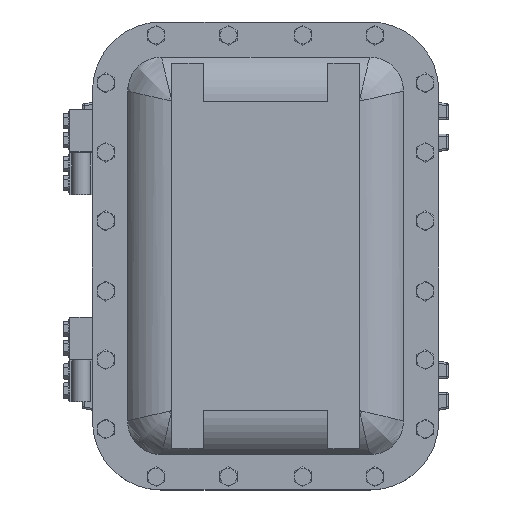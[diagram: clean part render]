
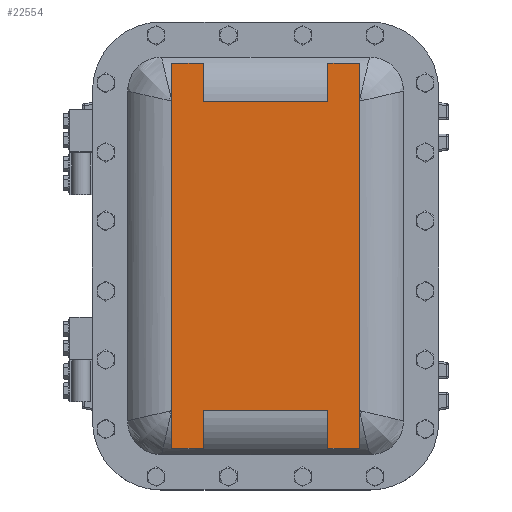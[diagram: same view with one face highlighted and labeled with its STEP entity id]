
A CAD part, top view. The second image highlights one B-rep face of the part: STEP entity #22554.
In plain terms, the highlighted face is planar.
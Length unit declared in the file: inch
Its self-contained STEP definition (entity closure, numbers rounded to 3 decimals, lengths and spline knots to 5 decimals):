
#59 = VERTEX_POINT ( 'NONE', #26422 ) ;
#109 = VECTOR ( 'NONE', #10446, 39.37008 ) ;
#648 = CARTESIAN_POINT ( 'NONE',  ( 4.531, 5.08327, -1.44 ) ) ;
#1318 = ORIENTED_EDGE ( 'NONE', *, *, #8955, .T. ) ;
#1566 = CARTESIAN_POINT ( 'NONE',  ( -2.04827, 6.531, -1.44 ) ) ;
#1630 = CARTESIAN_POINT ( 'NONE',  ( 3.08327, 6.531, -1.44 ) ) ;
#1632 = CARTESIAN_POINT ( 'NONE',  ( -3.08327, 6.531, -1.44 ) ) ;
#1729 = DIRECTION ( 'NONE',  ( 0., 1., 0. ) ) ;
#1808 = DIRECTION ( 'NONE',  ( 0., -1., 0. ) ) ;
#2130 = CARTESIAN_POINT ( 'NONE',  ( 3.08327, 5.08327, -1.44 ) ) ;
#2393 = VECTOR ( 'NONE', #12809, 39.37008 ) ;
#2433 = EDGE_CURVE ( 'NONE', #22702, #13289, #17677, .T. ) ;
#2712 = CARTESIAN_POINT ( 'NONE',  ( -2.04827, -6.325, -1.44 ) ) ;
#2927 = CARTESIAN_POINT ( 'NONE',  ( -3.08327, -5.08327, -1.44 ) ) ;
#2972 = DIRECTION ( 'NONE',  ( -1., 0., 0. ) ) ;
#3761 = VERTEX_POINT ( 'NONE', #15271 ) ;
#3895 = EDGE_CURVE ( 'NONE', #59, #15609, #24532, .T. ) ;
#4083 = LINE ( 'NONE', #23734, #21521 ) ;
#4414 = DIRECTION ( 'NONE',  ( 0., 0., -1. ) ) ;
#4688 = DIRECTION ( 'NONE',  ( 0., 1., 0. ) ) ;
#4692 = VECTOR ( 'NONE', #1808, 39.37008 ) ;
#4728 = CARTESIAN_POINT ( 'NONE',  ( -3.08327, 5.08327, -1.44 ) ) ;
#5065 = DIRECTION ( 'NONE',  ( 1., 0., 0. ) ) ;
#5502 = VECTOR ( 'NONE', #16914, 39.37008 ) ;
#6343 = CARTESIAN_POINT ( 'NONE',  ( 3.08327, 6.325, -1.44 ) ) ;
#6513 = EDGE_CURVE ( 'NONE', #9168, #10748, #7636, .T. ) ;
#6710 = VERTEX_POINT ( 'NONE', #11483 ) ;
#6774 = LINE ( 'NONE', #1630, #16968 ) ;
#6901 = LINE ( 'NONE', #1566, #5502 ) ;
#7062 = VECTOR ( 'NONE', #11418, 39.37008 ) ;
#7261 = ORIENTED_EDGE ( 'NONE', *, *, #18392, .T. ) ;
#7597 = VECTOR ( 'NONE', #23014, 39.37008 ) ;
#7636 = LINE ( 'NONE', #28098, #2393 ) ;
#8428 = VERTEX_POINT ( 'NONE', #12802 ) ;
#8634 = EDGE_LOOP ( 'NONE', ( #13742, #15899, #18905, #9602, #11176, #25969, #22204, #16481, #15337, #19244, #8860, #1318, #22951, #7261, #11868, #15480 ) ) ;
#8722 = VERTEX_POINT ( 'NONE', #11568 ) ;
#8860 = ORIENTED_EDGE ( 'NONE', *, *, #13888, .T. ) ;
#8955 = EDGE_CURVE ( 'NONE', #3761, #20333, #14062, .T. ) ;
#9082 = EDGE_CURVE ( 'NONE', #15609, #15647, #6901, .T. ) ;
#9168 = VERTEX_POINT ( 'NONE', #19497 ) ;
#9602 = ORIENTED_EDGE ( 'NONE', *, *, #23295, .T. ) ;
#9762 = VECTOR ( 'NONE', #4688, 39.37008 ) ;
#9882 = CARTESIAN_POINT ( 'NONE',  ( -3.08327, -6.325, -1.44 ) ) ;
#10446 = DIRECTION ( 'NONE',  ( -1., 0., 0. ) ) ;
#10621 = DIRECTION ( 'NONE',  ( -1., 0., 0. ) ) ;
#10671 = LINE ( 'NONE', #19746, #21577 ) ;
#10714 = CARTESIAN_POINT ( 'NONE',  ( 4.531, 6.325, -1.44 ) ) ;
#10748 = VERTEX_POINT ( 'NONE', #27389 ) ;
#10991 = VECTOR ( 'NONE', #5065, 39.37008 ) ;
#11123 = CARTESIAN_POINT ( 'NONE',  ( 4.531, 6.325, -1.44 ) ) ;
#11176 = ORIENTED_EDGE ( 'NONE', *, *, #17085, .T. ) ;
#11408 = EDGE_CURVE ( 'NONE', #13289, #59, #28339, .T. ) ;
#11418 = DIRECTION ( 'NONE',  ( 1., 0., 0. ) ) ;
#11483 = CARTESIAN_POINT ( 'NONE',  ( 3.08327, -6.325, -1.44 ) ) ;
#11568 = CARTESIAN_POINT ( 'NONE',  ( 3.08327, -5.08327, -1.44 ) ) ;
#11868 = ORIENTED_EDGE ( 'NONE', *, *, #2433, .T. ) ;
#12524 = EDGE_CURVE ( 'NONE', #8722, #6710, #10671, .T. ) ;
#12590 = LINE ( 'NONE', #25776, #109 ) ;
#12770 = FACE_OUTER_BOUND ( 'NONE', #8634, .T. ) ;
#12802 = CARTESIAN_POINT ( 'NONE',  ( 2.04827, 6.325, -1.44 ) ) ;
#12809 = DIRECTION ( 'NONE',  ( 0., 1., 0. ) ) ;
#13012 = VECTOR ( 'NONE', #2972, 39.37008 ) ;
#13289 = VERTEX_POINT ( 'NONE', #4728 ) ;
#13742 = ORIENTED_EDGE ( 'NONE', *, *, #3895, .T. ) ;
#13861 = CARTESIAN_POINT ( 'NONE',  ( -2.04827, 5.08327, -1.44 ) ) ;
#13888 = EDGE_CURVE ( 'NONE', #10748, #3761, #4083, .T. ) ;
#14062 = LINE ( 'NONE', #18651, #7597 ) ;
#14208 = CARTESIAN_POINT ( 'NONE',  ( -3.08327, 6.531, -1.44 ) ) ;
#15016 = VERTEX_POINT ( 'NONE', #6343 ) ;
#15105 = VERTEX_POINT ( 'NONE', #2130 ) ;
#15271 = CARTESIAN_POINT ( 'NONE',  ( -2.04827, -5.08327, -1.44 ) ) ;
#15337 = ORIENTED_EDGE ( 'NONE', *, *, #28352, .T. ) ;
#15480 = ORIENTED_EDGE ( 'NONE', *, *, #11408, .T. ) ;
#15609 = VERTEX_POINT ( 'NONE', #24713 ) ;
#15647 = VERTEX_POINT ( 'NONE', #13861 ) ;
#15899 = ORIENTED_EDGE ( 'NONE', *, *, #9082, .T. ) ;
#16090 = CARTESIAN_POINT ( 'NONE',  ( 4.531, -6.325, -1.44 ) ) ;
#16294 = VERTEX_POINT ( 'NONE', #27417 ) ;
#16481 = ORIENTED_EDGE ( 'NONE', *, *, #12524, .T. ) ;
#16819 = VECTOR ( 'NONE', #24617, 39.37008 ) ;
#16914 = DIRECTION ( 'NONE',  ( 0., -1., 0. ) ) ;
#16966 = VECTOR ( 'NONE', #1729, 39.37008 ) ;
#16968 = VECTOR ( 'NONE', #21385, 39.37008 ) ;
#17085 = EDGE_CURVE ( 'NONE', #8428, #15016, #25935, .T. ) ;
#17110 = CARTESIAN_POINT ( 'NONE',  ( 4.531, 6.531, -1.44 ) ) ;
#17170 = CARTESIAN_POINT ( 'NONE',  ( 3.08327, 6.531, -1.44 ) ) ;
#17337 = LINE ( 'NONE', #26828, #16819 ) ;
#17500 = PLANE ( 'NONE',  #22091 ) ;
#17677 = LINE ( 'NONE', #1632, #16966 ) ;
#18392 = EDGE_CURVE ( 'NONE', #22730, #22702, #27251, .T. ) ;
#18651 = CARTESIAN_POINT ( 'NONE',  ( -2.04827, 6.531, -1.44 ) ) ;
#18905 = ORIENTED_EDGE ( 'NONE', *, *, #25319, .T. ) ;
#19244 = ORIENTED_EDGE ( 'NONE', *, *, #6513, .T. ) ;
#19497 = CARTESIAN_POINT ( 'NONE',  ( 2.04827, -6.325, -1.44 ) ) ;
#19699 = DIRECTION ( 'NONE',  ( -1., 0., 0. ) ) ;
#19746 = CARTESIAN_POINT ( 'NONE',  ( 3.08327, 6.531, -1.44 ) ) ;
#19966 = CARTESIAN_POINT ( 'NONE',  ( -3.08327, 6.531, -1.44 ) ) ;
#20333 = VERTEX_POINT ( 'NONE', #2712 ) ;
#21385 = DIRECTION ( 'NONE',  ( 0., -1., 0. ) ) ;
#21521 = VECTOR ( 'NONE', #10621, 39.37008 ) ;
#21577 = VECTOR ( 'NONE', #21859, 39.37008 ) ;
#21859 = DIRECTION ( 'NONE',  ( 0., -1., 0. ) ) ;
#22091 = AXIS2_PLACEMENT_3D ( 'NONE', #17110, #4414, #19699 ) ;
#22204 = ORIENTED_EDGE ( 'NONE', *, *, #28428, .T. ) ;
#22531 = VECTOR ( 'NONE', #25184, 39.37008 ) ;
#22554 = ADVANCED_FACE ( 'NONE', ( #12770 ), #17500, .T. ) ;
#22702 = VERTEX_POINT ( 'NONE', #2927 ) ;
#22730 = VERTEX_POINT ( 'NONE', #9882 ) ;
#22951 = ORIENTED_EDGE ( 'NONE', *, *, #25886, .T. ) ;
#23014 = DIRECTION ( 'NONE',  ( 0., -1., 0. ) ) ;
#23295 = EDGE_CURVE ( 'NONE', #16294, #8428, #17337, .T. ) ;
#23734 = CARTESIAN_POINT ( 'NONE',  ( 4.531, -5.08327, -1.44 ) ) ;
#23831 = DIRECTION ( 'NONE',  ( 1., 0., 0. ) ) ;
#24532 = LINE ( 'NONE', #11123, #7062 ) ;
#24617 = DIRECTION ( 'NONE',  ( 0., 1., 0. ) ) ;
#24713 = CARTESIAN_POINT ( 'NONE',  ( -2.04827, 6.325, -1.44 ) ) ;
#25184 = DIRECTION ( 'NONE',  ( 0., 1., 0. ) ) ;
#25251 = VECTOR ( 'NONE', #23831, 39.37008 ) ;
#25319 = EDGE_CURVE ( 'NONE', #15647, #16294, #27753, .T. ) ;
#25377 = LINE ( 'NONE', #16090, #13012 ) ;
#25776 = CARTESIAN_POINT ( 'NONE',  ( 4.531, -6.325, -1.44 ) ) ;
#25886 = EDGE_CURVE ( 'NONE', #20333, #22730, #25377, .T. ) ;
#25935 = LINE ( 'NONE', #10714, #25251 ) ;
#25969 = ORIENTED_EDGE ( 'NONE', *, *, #28362, .T. ) ;
#26422 = CARTESIAN_POINT ( 'NONE',  ( -3.08327, 6.325, -1.44 ) ) ;
#26828 = CARTESIAN_POINT ( 'NONE',  ( 2.04827, 6.531, -1.44 ) ) ;
#27251 = LINE ( 'NONE', #19966, #9762 ) ;
#27324 = LINE ( 'NONE', #17170, #4692 ) ;
#27389 = CARTESIAN_POINT ( 'NONE',  ( 2.04827, -5.08327, -1.44 ) ) ;
#27417 = CARTESIAN_POINT ( 'NONE',  ( 2.04827, 5.08327, -1.44 ) ) ;
#27753 = LINE ( 'NONE', #648, #10991 ) ;
#28098 = CARTESIAN_POINT ( 'NONE',  ( 2.04827, 6.531, -1.44 ) ) ;
#28339 = LINE ( 'NONE', #14208, #22531 ) ;
#28352 = EDGE_CURVE ( 'NONE', #6710, #9168, #12590, .T. ) ;
#28362 = EDGE_CURVE ( 'NONE', #15016, #15105, #6774, .T. ) ;
#28428 = EDGE_CURVE ( 'NONE', #15105, #8722, #27324, .T. ) ;
